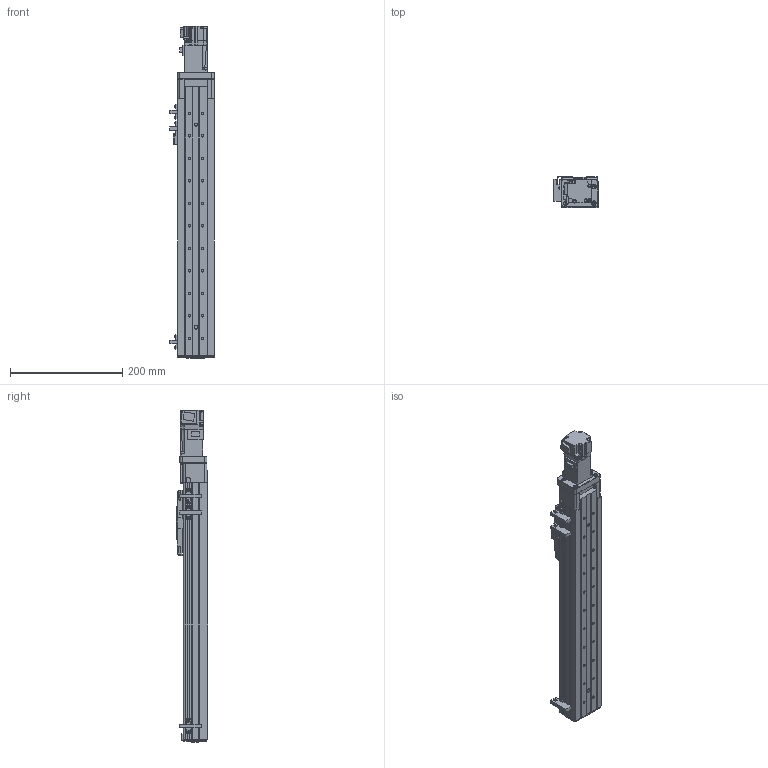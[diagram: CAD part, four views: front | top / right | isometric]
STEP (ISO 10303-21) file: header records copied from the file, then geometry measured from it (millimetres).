
FILE_DESCRIPTION (( 'STEP AP214' ), '1' );
FILE_NAME ('YSC65-MS-300.STEP', '2018-10-15T08:43:25', ( '' ), ( '' ), 'SwSTEP 2.0', 'SolidWorks 2016', '' );
FILE_SCHEMA (( 'AUTOMOTIVE_DESIGN' ));
Length unit declared in the file: millimetre
Products named in the file (8): AP-SC6505-MS; AP-SC6501-MS-300; AP-SC6503-MS; YSC65-MS-300; AP-SC6507-MS; AP-SC6504-MS; AP-SC6502-MS; AP-SC6506-MS
Assembly tree (9 placements, depth 2):
  YSC65-MS-300
    AP-SC6501-MS-300
    AP-SC6502-MS
    AP-SC6504-MS
    AP-SC6505-MS
    AP-SC6503-MS  x3
    AP-SC6507-MS
    AP-SC6506-MS
Bounding box: 78.7 x 56 x 590.4 mm (x, y, z)
Volume: 1024087.9 mm3; surface area: 302671.8 mm2
Topology: 3 solids, 58 shells, 1334 faces, 3472 edges, 2182 vertices
Faces by surface type: plane 606, cylinder 331, cone 280, torus 48, bspline 45, sphere 24
Entity records: 48846 total; most frequent: CARTESIAN_POINT 10621, DIRECTION 5466, ORIENTED_EDGE 5386, EDGE_CURVE 2864, AXIS2_PLACEMENT_3D 1955, VERTEX_POINT 1818, LINE 1556, VECTOR 1556
